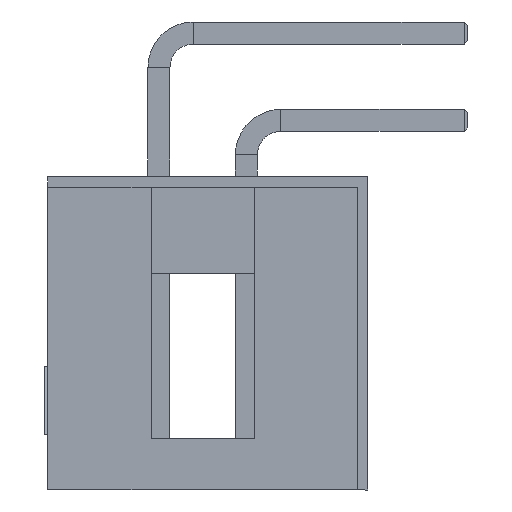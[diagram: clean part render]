
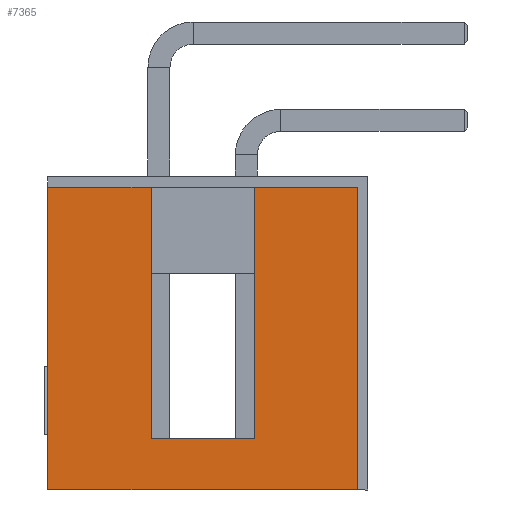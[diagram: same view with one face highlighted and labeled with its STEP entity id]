
A CAD part, left-side view. The second image highlights one B-rep face of the part: STEP entity #7365.
In plain terms, the highlighted planar face has unit normal (-1, 0, 0).
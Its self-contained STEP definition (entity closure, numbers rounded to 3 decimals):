
#1041 = CARTESIAN_POINT ( 'NONE',  ( -12.69, 6.3, -3.21 ) ) ;
#1079 = DIRECTION ( 'NONE',  ( 0., 0., 1. ) ) ;
#1286 = CARTESIAN_POINT ( 'NONE',  ( -12.69, 3.3, -10.51 ) ) ;
#1815 = ORIENTED_EDGE ( 'NONE', *, *, #14495, .T. ) ;
#1996 = LINE ( 'NONE', #8835, #6249 ) ;
#2042 = EDGE_LOOP ( 'NONE', ( #9790, #9119, #9339, #5054, #2563, #16124, #8993, #1815 ) ) ;
#2219 = EDGE_CURVE ( 'NONE', #6543, #6697, #17769, .T. ) ;
#2258 = CARTESIAN_POINT ( 'NONE',  ( -12.69, 6.3, -10.51 ) ) ;
#2563 = ORIENTED_EDGE ( 'NONE', *, *, #12674, .F. ) ;
#3015 = LINE ( 'NONE', #11247, #5967 ) ;
#3102 = DIRECTION ( 'NONE',  ( 0., 1., 0. ) ) ;
#3353 = LINE ( 'NONE', #14675, #10404 ) ;
#4157 = CARTESIAN_POINT ( 'NONE',  ( -12.69, 9.3, -12.01 ) ) ;
#4841 = VECTOR ( 'NONE', #17132, 1000. ) ;
#5054 = ORIENTED_EDGE ( 'NONE', *, *, #2219, .T. ) ;
#5082 = CARTESIAN_POINT ( 'NONE',  ( -12.69, 0.3, -3.21 ) ) ;
#5109 = DIRECTION ( 'NONE',  ( 0., 0., 1. ) ) ;
#5414 = CARTESIAN_POINT ( 'NONE',  ( -12.69, 0.3, -12.01 ) ) ;
#5516 = DIRECTION ( 'NONE',  ( 0., 0., 1. ) ) ;
#5967 = VECTOR ( 'NONE', #15798, 1000. ) ;
#5989 = VERTEX_POINT ( 'NONE', #1286 ) ;
#6080 = FACE_OUTER_BOUND ( 'NONE', #2042, .T. ) ;
#6185 = VERTEX_POINT ( 'NONE', #5082 ) ;
#6207 = VECTOR ( 'NONE', #16800, 1000. ) ;
#6249 = VECTOR ( 'NONE', #3102, 1000. ) ;
#6322 = DIRECTION ( 'NONE',  ( 0., -1., 0. ) ) ;
#6426 = CARTESIAN_POINT ( 'NONE',  ( -12.69, 0.3, -12.01 ) ) ;
#6535 = EDGE_CURVE ( 'NONE', #12549, #14679, #3353, .T. ) ;
#6543 = VERTEX_POINT ( 'NONE', #2258 ) ;
#6697 = VERTEX_POINT ( 'NONE', #1041 ) ;
#7224 = CARTESIAN_POINT ( 'NONE',  ( -12.69, 4.8, -3.21 ) ) ;
#7365 = ADVANCED_FACE ( 'NONE', ( #6080 ), #13388, .T. ) ;
#7476 = AXIS2_PLACEMENT_3D ( 'NONE', #17356, #11787, #10303 ) ;
#8093 = EDGE_CURVE ( 'NONE', #5989, #12435, #16514, .T. ) ;
#8394 = CARTESIAN_POINT ( 'NONE',  ( -12.69, 9.3, -12.01 ) ) ;
#8819 = EDGE_CURVE ( 'NONE', #12549, #9098, #15434, .T. ) ;
#8835 = CARTESIAN_POINT ( 'NONE',  ( -12.69, 4.8, -10.51 ) ) ;
#8993 = ORIENTED_EDGE ( 'NONE', *, *, #6535, .T. ) ;
#9081 = CARTESIAN_POINT ( 'NONE',  ( -12.69, 6.3, -10.51 ) ) ;
#9098 = VERTEX_POINT ( 'NONE', #12729 ) ;
#9119 = ORIENTED_EDGE ( 'NONE', *, *, #8093, .F. ) ;
#9339 = ORIENTED_EDGE ( 'NONE', *, *, #16597, .T. ) ;
#9790 = ORIENTED_EDGE ( 'NONE', *, *, #17495, .F. ) ;
#10303 = DIRECTION ( 'NONE',  ( 0., 1., 0. ) ) ;
#10404 = VECTOR ( 'NONE', #6322, 1000. ) ;
#10855 = LINE ( 'NONE', #5414, #12038 ) ;
#11131 = CARTESIAN_POINT ( 'NONE',  ( -12.69, 3.3, -10.51 ) ) ;
#11247 = CARTESIAN_POINT ( 'NONE',  ( -12.69, 4.8, -3.21 ) ) ;
#11787 = DIRECTION ( 'NONE',  ( -1., 0., 0. ) ) ;
#12038 = VECTOR ( 'NONE', #1079, 1000. ) ;
#12435 = VERTEX_POINT ( 'NONE', #16213 ) ;
#12549 = VERTEX_POINT ( 'NONE', #4157 ) ;
#12674 = EDGE_CURVE ( 'NONE', #9098, #6697, #14452, .T. ) ;
#12729 = CARTESIAN_POINT ( 'NONE',  ( -12.69, 9.3, -3.21 ) ) ;
#13328 = VECTOR ( 'NONE', #5516, 1000. ) ;
#13388 = PLANE ( 'NONE',  #7476 ) ;
#14452 = LINE ( 'NONE', #7224, #4841 ) ;
#14489 = VECTOR ( 'NONE', #5109, 1000. ) ;
#14495 = EDGE_CURVE ( 'NONE', #14679, #6185, #10855, .T. ) ;
#14675 = CARTESIAN_POINT ( 'NONE',  ( -12.69, 4.8, -12.01 ) ) ;
#14679 = VERTEX_POINT ( 'NONE', #6426 ) ;
#15434 = LINE ( 'NONE', #8394, #13328 ) ;
#15798 = DIRECTION ( 'NONE',  ( 0., -1., 0. ) ) ;
#16124 = ORIENTED_EDGE ( 'NONE', *, *, #8819, .F. ) ;
#16213 = CARTESIAN_POINT ( 'NONE',  ( -12.69, 3.3, -3.21 ) ) ;
#16514 = LINE ( 'NONE', #11131, #6207 ) ;
#16597 = EDGE_CURVE ( 'NONE', #5989, #6543, #1996, .T. ) ;
#16800 = DIRECTION ( 'NONE',  ( 0., 0., 1. ) ) ;
#17132 = DIRECTION ( 'NONE',  ( 0., -1., 0. ) ) ;
#17356 = CARTESIAN_POINT ( 'NONE',  ( -12.69, 4.8, -12.01 ) ) ;
#17495 = EDGE_CURVE ( 'NONE', #12435, #6185, #3015, .T. ) ;
#17769 = LINE ( 'NONE', #9081, #14489 ) ;
